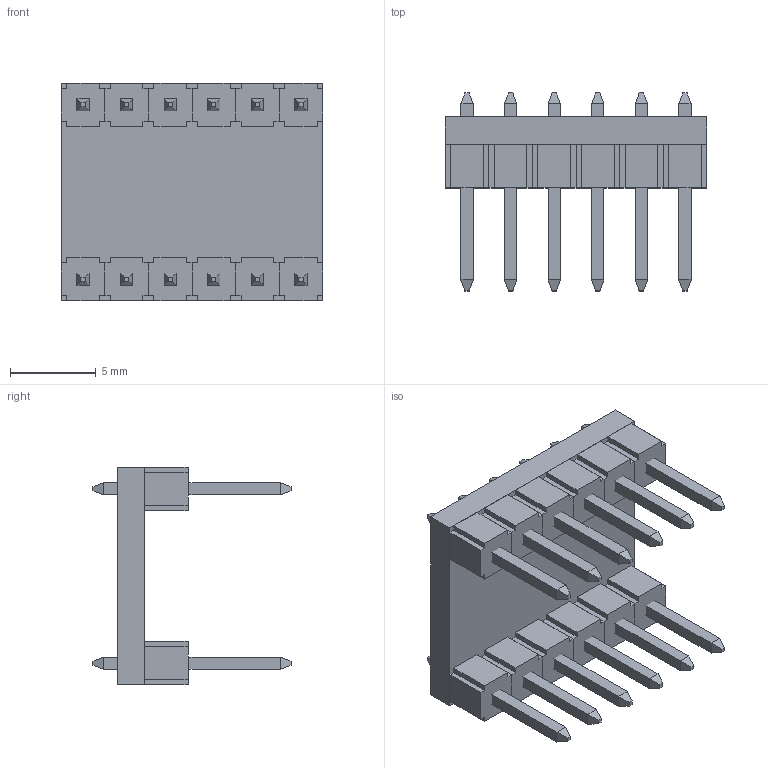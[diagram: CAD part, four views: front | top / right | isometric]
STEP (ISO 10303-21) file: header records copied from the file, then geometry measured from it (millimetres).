
FILE_DESCRIPTION (( 'STEP AP214' ), '1' );
FILE_NAME ('BOB-12_W10.16mm.STEP', '2018-10-31T13:17:24', ( '' ), ( '' ), 'SwSTEP 2.0', 'SolidWorks 2018', '' );
FILE_SCHEMA (( 'AUTOMOTIVE_DESIGN' ));
Length unit declared in the file: millimetre
Products named in the file (4): BOB12009.STEP; 0.1MaleHeaders.STEP; BOB-PCB.STEP; BOB-12_W10.16mm
Assembly tree (4 placements, depth 3):
  BOB-12_W10.16mm
    BOB12009.STEP
      BOB-PCB.STEP
      0.1MaleHeaders.STEP  x2
Bounding box: 15.24 x 11.54 x 12.7 mm (x, y, z)
Volume: 541.1 mm3; surface area: 1355.8 mm2
Topology: 25 solids, 25 shells, 366 faces, 852 edges, 536 vertices
Faces by surface type: plane 342, cylinder 24
Entity records: 5847 total; most frequent: CARTESIAN_POINT 970, ORIENTED_EDGE 936, DIRECTION 928, EDGE_CURVE 468, LINE 420, VECTOR 420, VERTEX_POINT 296, AXIS2_PLACEMENT_3D 254
